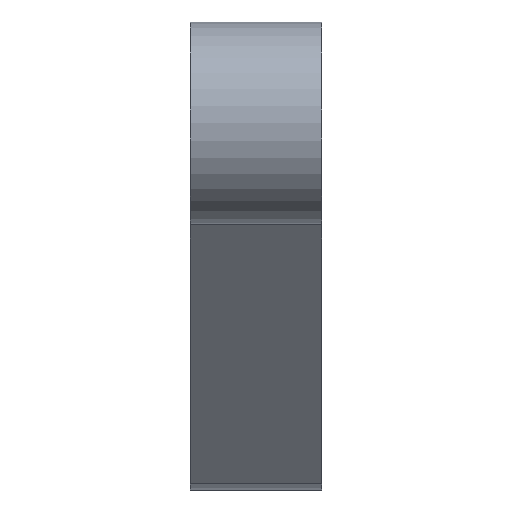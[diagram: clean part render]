
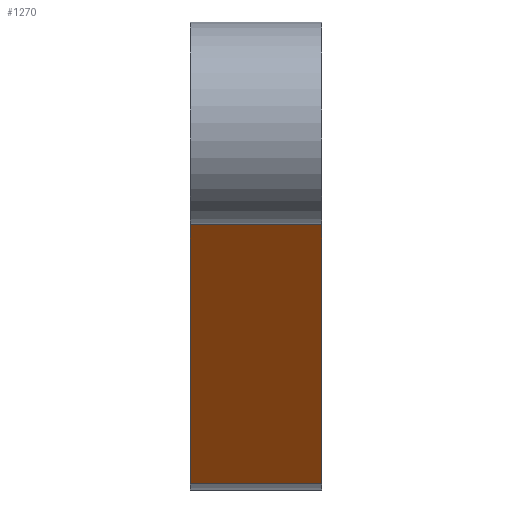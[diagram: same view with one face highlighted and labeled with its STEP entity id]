
A CAD part, front view. The second image highlights one B-rep face of the part: STEP entity #1270.
In plain terms, the highlighted planar face has unit normal (0, -0.358, -0.934).
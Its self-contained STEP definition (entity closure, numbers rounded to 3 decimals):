
#97=FACE_OUTER_BOUND('',#164,.T.);
#164=EDGE_LOOP('',(#1090,#1091,#1092,#1093));
#220=LINE('',#1794,#387);
#325=LINE('',#2010,#492);
#333=LINE('',#2029,#500);
#334=LINE('',#2031,#501);
#387=VECTOR('',#1433,10.);
#492=VECTOR('',#1648,10.);
#500=VECTOR('',#1668,10.);
#501=VECTOR('',#1671,10.);
#557=VERTEX_POINT('',#1792);
#558=VERTEX_POINT('',#1793);
#614=VERTEX_POINT('',#2009);
#619=VERTEX_POINT('',#2027);
#677=EDGE_CURVE('',#557,#558,#220,.T.);
#785=EDGE_CURVE('',#558,#614,#325,.T.);
#795=EDGE_CURVE('',#557,#619,#333,.T.);
#796=EDGE_CURVE('',#614,#619,#334,.T.);
#1090=ORIENTED_EDGE('',*,*,#795,.T.);
#1091=ORIENTED_EDGE('',*,*,#796,.F.);
#1092=ORIENTED_EDGE('',*,*,#785,.F.);
#1093=ORIENTED_EDGE('',*,*,#677,.F.);
#1207=PLANE('',#1357);
#1270=ADVANCED_FACE('',(#97),#1207,.T.);
#1357=AXIS2_PLACEMENT_3D('',#2030,#1669,#1670);
#1433=DIRECTION('',(0.,-0.934,0.358));
#1648=DIRECTION('',(1.,0.,0.));
#1668=DIRECTION('',(1.,0.,0.));
#1669=DIRECTION('center_axis',(0.,-0.358,-0.934));
#1670=DIRECTION('ref_axis',(0.,0.934,-0.358));
#1671=DIRECTION('',(0.,0.934,-0.358));
#1792=CARTESIAN_POINT('',(-3.,58.29,-17.758));
#1793=CARTESIAN_POINT('',(-3.,25.,-5.));
#1794=CARTESIAN_POINT('',(-3.,58.29,-17.758));
#2009=CARTESIAN_POINT('',(3.5,25.,-5.));
#2010=CARTESIAN_POINT('',(0.,25.,-5.));
#2027=CARTESIAN_POINT('',(3.5,58.29,-17.758));
#2029=CARTESIAN_POINT('',(0.,58.29,-17.758));
#2030=CARTESIAN_POINT('Origin',(0.,25.,-5.));
#2031=CARTESIAN_POINT('',(3.5,58.29,-17.758));
